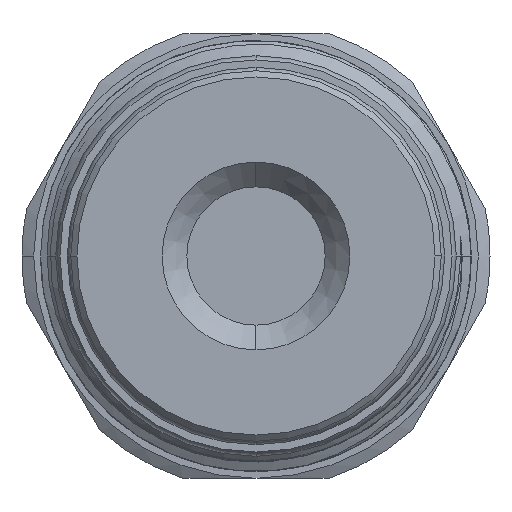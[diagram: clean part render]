
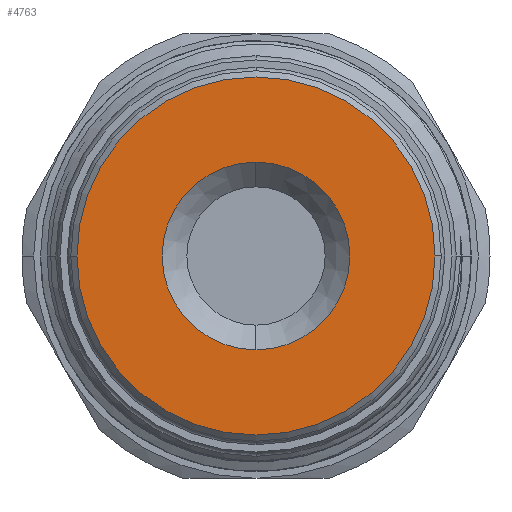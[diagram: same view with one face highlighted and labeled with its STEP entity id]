
A CAD part, left-side view. The second image highlights one B-rep face of the part: STEP entity #4763.
In plain terms, the highlighted planar face has unit normal (-1, 0, 0).
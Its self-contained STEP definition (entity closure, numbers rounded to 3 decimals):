
#565 = CARTESIAN_POINT ( 'NONE',  ( -47.8, 0., 0. ) ) ;
#588 = DIRECTION ( 'NONE',  ( 1., 0., 0. ) ) ;
#703 = CIRCLE ( 'NONE', #4779, 14.5 ) ;
#795 = EDGE_LOOP ( 'NONE', ( #8403, #6264 ) ) ;
#900 = VERTEX_POINT ( 'NONE', #12994 ) ;
#1124 = EDGE_CURVE ( 'NONE', #2999, #900, #703, .T. ) ;
#2072 = CIRCLE ( 'NONE', #8725, 7.6 ) ;
#2302 = DIRECTION ( 'NONE',  ( -1., 0., 0. ) ) ;
#2566 = CIRCLE ( 'NONE', #4604, 7.6 ) ;
#2658 = DIRECTION ( 'NONE',  ( 0., 1., 0. ) ) ;
#2750 = DIRECTION ( 'NONE',  ( 0., 1., 0. ) ) ;
#2999 = VERTEX_POINT ( 'NONE', #12037 ) ;
#3371 = CARTESIAN_POINT ( 'NONE',  ( -47.8, 0., 0. ) ) ;
#3410 = CARTESIAN_POINT ( 'NONE',  ( -47.8, 0., 0. ) ) ;
#3645 = DIRECTION ( 'NONE',  ( 1., 0., 0. ) ) ;
#3675 = VERTEX_POINT ( 'NONE', #7564 ) ;
#3921 = DIRECTION ( 'NONE',  ( -1., 0., 0. ) ) ;
#3932 = ORIENTED_EDGE ( 'NONE', *, *, #10847, .T. ) ;
#4604 = AXIS2_PLACEMENT_3D ( 'NONE', #6877, #3645, #12321 ) ;
#4763 = ADVANCED_FACE ( 'NONE', ( #13727, #12052 ), #7681, .F. ) ;
#4779 = AXIS2_PLACEMENT_3D ( 'NONE', #565, #3921, #2750 ) ;
#5436 = AXIS2_PLACEMENT_3D ( 'NONE', #3410, #7953, #2658 ) ;
#5744 = EDGE_LOOP ( 'NONE', ( #7341, #3932 ) ) ;
#6264 = ORIENTED_EDGE ( 'NONE', *, *, #11146, .T. ) ;
#6877 = CARTESIAN_POINT ( 'NONE',  ( -47.8, 0., 0. ) ) ;
#7341 = ORIENTED_EDGE ( 'NONE', *, *, #11936, .T. ) ;
#7564 = CARTESIAN_POINT ( 'NONE',  ( -47.8, 0., 7.6 ) ) ;
#7681 = PLANE ( 'NONE',  #5436 ) ;
#7953 = DIRECTION ( 'NONE',  ( 1., 0., 0. ) ) ;
#8403 = ORIENTED_EDGE ( 'NONE', *, *, #1124, .T. ) ;
#8725 = AXIS2_PLACEMENT_3D ( 'NONE', #9478, #588, #12483 ) ;
#8794 = DIRECTION ( 'NONE',  ( 0., 1., 0. ) ) ;
#9478 = CARTESIAN_POINT ( 'NONE',  ( -47.8, 0., 0. ) ) ;
#9827 = VERTEX_POINT ( 'NONE', #12977 ) ;
#10687 = AXIS2_PLACEMENT_3D ( 'NONE', #3371, #2302, #8794 ) ;
#10847 = EDGE_CURVE ( 'NONE', #9827, #3675, #2072, .T. ) ;
#11146 = EDGE_CURVE ( 'NONE', #900, #2999, #12324, .T. ) ;
#11936 = EDGE_CURVE ( 'NONE', #3675, #9827, #2566, .T. ) ;
#12037 = CARTESIAN_POINT ( 'NONE',  ( -47.8, 14.5, 0. ) ) ;
#12052 = FACE_BOUND ( 'NONE', #5744, .T. ) ;
#12321 = DIRECTION ( 'NONE',  ( 0., 1., 0. ) ) ;
#12324 = CIRCLE ( 'NONE', #10687, 14.5 ) ;
#12483 = DIRECTION ( 'NONE',  ( 0., 1., 0. ) ) ;
#12977 = CARTESIAN_POINT ( 'NONE',  ( -47.8, 0., -7.6 ) ) ;
#12994 = CARTESIAN_POINT ( 'NONE',  ( -47.8, -14.5, 0. ) ) ;
#13727 = FACE_OUTER_BOUND ( 'NONE', #795, .T. ) ;
